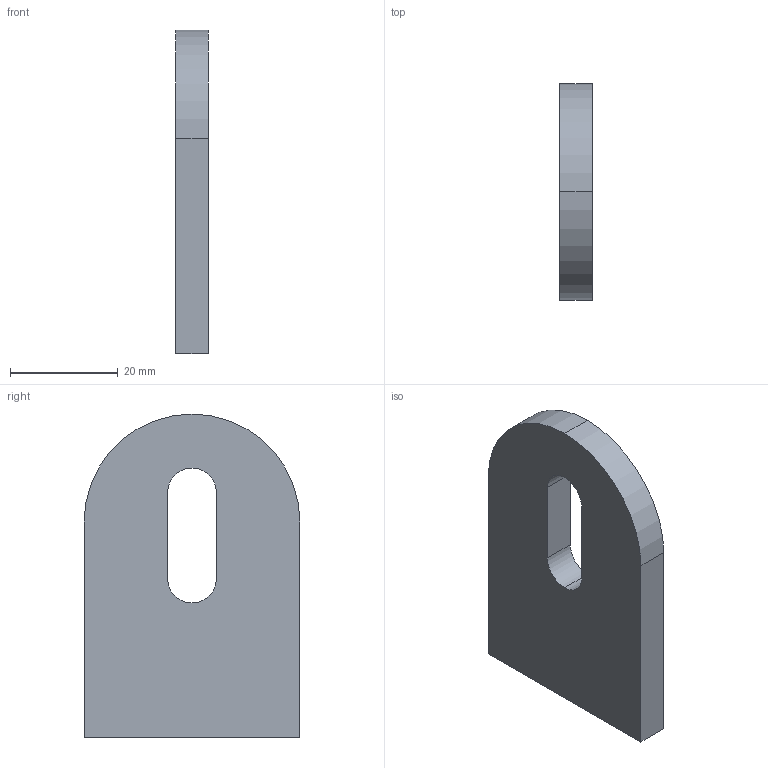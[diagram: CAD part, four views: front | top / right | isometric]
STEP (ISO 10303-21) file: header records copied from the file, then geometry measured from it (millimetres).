
FILE_DESCRIPTION (( 'STEP AP203' ), '1' );
FILE_NAME ('54111-ST-L.step', '2019-02-20T13:30:00', ( '' ), ( '' ), 'SwSTEP 2.0', 'SolidWorks 2015', '' );
FILE_SCHEMA (( 'CONFIG_CONTROL_DESIGN' ));
Length unit declared in the file: millimetre
Products named in the file (1): 54111-ST-L
Bounding box: 6 x 40 x 60 mm (x, y, z)
Volume: 12124 mm3; surface area: 5505.1 mm2
Topology: 1 solids, 1 shells, 220 faces, 588 edges, 392 vertices
Faces by surface type: plane 144, bspline 71, cylinder 5
Entity records: 10225 total; most frequent: CARTESIAN_POINT 5120, ORIENTED_EDGE 1176, DIRECTION 756, EDGE_CURVE 588, LINE 436, VECTOR 436, VERTEX_POINT 392, EDGE_LOOP 244
